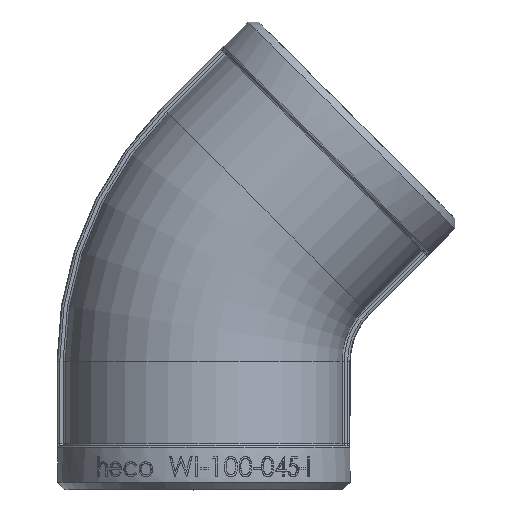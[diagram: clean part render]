
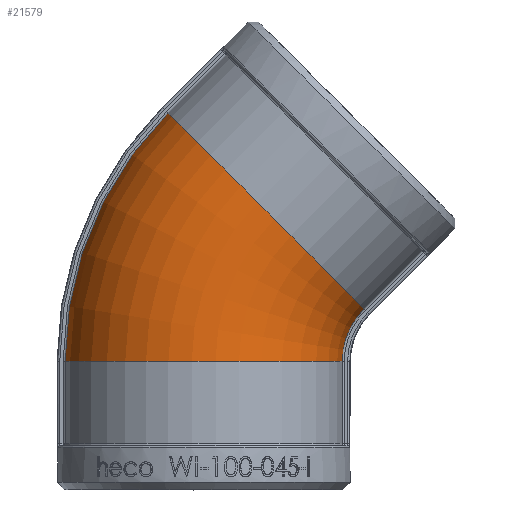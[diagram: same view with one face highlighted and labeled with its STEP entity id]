
A CAD part, top view. The second image highlights one B-rep face of the part: STEP entity #21579.
In plain terms, the highlighted toroidal (fillet/blend) face has major radius 29 mm and minor radius 19 mm.
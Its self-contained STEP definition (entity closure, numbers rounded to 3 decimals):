
#159 = FACE_OUTER_BOUND ( 'NONE', #12888, .T. ) ;
#175 = TOROIDAL_SURFACE ( 'NONE', #19231, 29., 19. ) ;
#381 = ORIENTED_EDGE ( 'NONE', *, *, #18699, .F. ) ;
#1742 = DIRECTION ( 'NONE',  ( 0.994, 0., -0.105 ) ) ;
#1743 = DIRECTION ( 'NONE',  ( 0., 1., 0. ) ) ;
#1744 = CARTESIAN_POINT ( 'NONE',  ( 0., -12.012, 0. ) ) ;
#4315 = CARTESIAN_POINT ( 'NONE',  ( 8.494, 8.494, 0. ) ) ;
#4583 = DIRECTION ( 'NONE',  ( 0.707, 0.707, 0. ) ) ;
#4606 = DIRECTION ( 'NONE',  ( 0.703, -0.703, -0.105 ) ) ;
#5085 = AXIS2_PLACEMENT_3D ( 'NONE', #8289, #8288, #8284 ) ;
#5442 = CARTESIAN_POINT ( 'NONE',  ( -18.865, -12.012, 2.264 ) ) ;
#5554 = CARTESIAN_POINT ( 'NONE',  ( 29., -12.012, 0. ) ) ;
#5667 = CARTESIAN_POINT ( 'NONE',  ( 18.865, -12.012, 2.264 ) ) ;
#5758 = CARTESIAN_POINT ( 'NONE',  ( -4.845, 21.833, 2.264 ) ) ;
#6236 = DIRECTION ( 'NONE',  ( 0., 0., -1. ) ) ;
#6297 = CARTESIAN_POINT ( 'NONE',  ( 21.833, -4.845, 2.264 ) ) ;
#6509 = DIRECTION ( 'NONE',  ( -1., 0., 0. ) ) ;
#8067 = DIRECTION ( 'NONE',  ( 0., 0., -1. ) ) ;
#8279 = DIRECTION ( 'NONE',  ( -0.924, 0.383, 0. ) ) ;
#8284 = DIRECTION ( 'NONE',  ( -0.924, 0.383, 0. ) ) ;
#8288 = DIRECTION ( 'NONE',  ( 0., 0., 1. ) ) ;
#8289 = CARTESIAN_POINT ( 'NONE',  ( 29., -12.012, 2.264 ) ) ;
#9059 = CARTESIAN_POINT ( 'NONE',  ( 29., -12.012, 2.264 ) ) ;
#11853 = VERTEX_POINT ( 'NONE', #5758 ) ;
#12210 = ORIENTED_EDGE ( 'NONE', *, *, #18845, .F. ) ;
#12212 = ORIENTED_EDGE ( 'NONE', *, *, #19204, .T. ) ;
#12247 = VERTEX_POINT ( 'NONE', #5667 ) ;
#12286 = ORIENTED_EDGE ( 'NONE', *, *, #19182, .F. ) ;
#12570 = VERTEX_POINT ( 'NONE', #5442 ) ;
#12888 = EDGE_LOOP ( 'NONE', ( #12210, #12286, #381, #12212 ) ) ;
#13148 = VERTEX_POINT ( 'NONE', #6297 ) ;
#16625 = CIRCLE ( 'NONE', #16678, 47.865 ) ;
#16656 = CIRCLE ( 'NONE', #18382, 19. ) ;
#16678 = AXIS2_PLACEMENT_3D ( 'NONE', #9059, #8067, #8279 ) ;
#18382 = AXIS2_PLACEMENT_3D ( 'NONE', #1744, #1743, #1742 ) ;
#18674 = AXIS2_PLACEMENT_3D ( 'NONE', #4315, #4583, #4606 ) ;
#18699 = EDGE_CURVE ( 'NONE', #12570, #11853, #16625, .T. ) ;
#18845 = EDGE_CURVE ( 'NONE', #13148, #12247, #19816, .T. ) ;
#19182 = EDGE_CURVE ( 'NONE', #11853, #13148, #20152, .T. ) ;
#19204 = EDGE_CURVE ( 'NONE', #12570, #12247, #16656, .T. ) ;
#19231 = AXIS2_PLACEMENT_3D ( 'NONE', #5554, #6236, #6509 ) ;
#19816 = CIRCLE ( 'NONE', #5085, 10.135 ) ;
#20152 = CIRCLE ( 'NONE', #18674, 19. ) ;
#21579 = ADVANCED_FACE ( 'NONE', ( #159 ), #175, .T. ) ;
